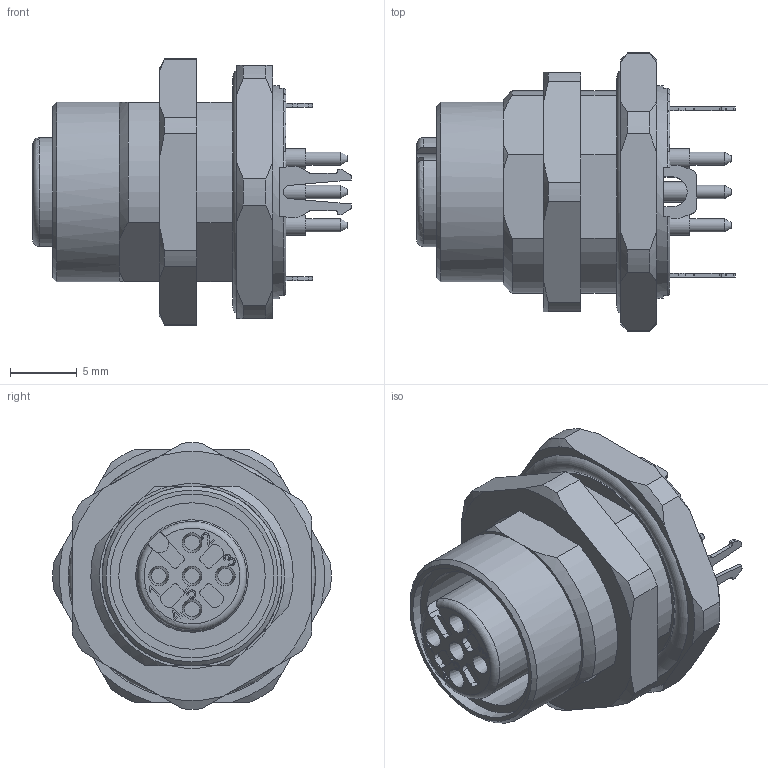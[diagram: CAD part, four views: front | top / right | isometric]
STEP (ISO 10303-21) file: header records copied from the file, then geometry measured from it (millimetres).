
FILE_DESCRIPTION(/* description */ (''),/* implementation_level */ '2;1');
FILE_NAME(/* name */ 'AL-FHM12KSA5-P_Pg9.stp',/* time_stamp */ '2018-07-05T11:28:34+02:00',/* author */ (''),/* organization */ (''),/* preprocessor_version */ 'ST-DEVELOPER v16',/* originating_system */ 'SIEMENS PLM Software NX 10.0',/* authorisation */ '');
FILE_SCHEMA (('AUTOMOTIVE_DESIGN { 1 0 10303 214 3 1 1 1 }'));
Length unit declared in the file: millimetre
Products named in the file (1): v.sh064030B7dqvu
Bounding box: 23.9 x 20.89 x 19.99 mm (x, y, z)
Volume: 3193.1 mm3; surface area: 2870.3 mm2
Topology: 2 solids, 2 shells, 357 faces, 987 edges, 653 vertices
Faces by surface type: plane 176, cylinder 103, cone 35, extrusion 32, torus 11
Full cylindrical faces by diameter (mm): 1 x5, 1.15 x5, 1.5 x5, 11 x1, 12.3 x1, 13.5 x1, 15.6 x1, 16 x1
Entity records: 11909 total; most frequent: CARTESIAN_POINT 3052, ORIENTED_EDGE 1888, DIRECTION 1693, EDGE_CURVE 944, VERTEX_POINT 646, AXIS2_PLACEMENT_3D 591, VECTOR 511, LINE 479
